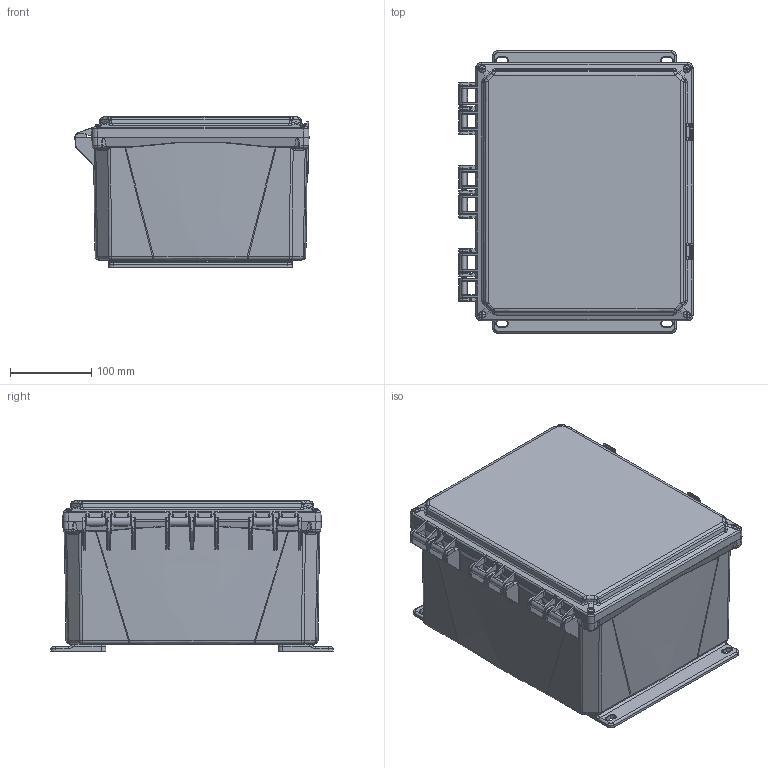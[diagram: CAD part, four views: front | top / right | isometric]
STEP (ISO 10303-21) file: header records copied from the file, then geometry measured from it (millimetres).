
FILE_DESCRIPTION((''),'2;1');
FILE_NAME('H12106HF_ASM','2017-01-05T',('tstokes'),(''),'CREO PARAMETRIC BY PTC INC, 2016050','CREO PARAMETRIC BY PTC INC, 2016050','');
FILE_SCHEMA(('CONFIG_CONTROL_DESIGN'));
Products named in the file (9): H12106BH; 9912525-80-10; 9912521-80-10; H12106BH_ASM; H1210CHO; MFLK10; 9912530-82-10; 9912538-82-10; H12106HF_ASM
Assembly tree (25 placements, depth 3):
  H12106HF_ASM
    H12106BH_ASM
      H12106BH
      9912525-80-10  x8
      9912521-80-10  x4
    H1210CHO
    MFLK10  x2
    9912530-82-10  x4
    9912538-82-10  x4
Bounding box: 288.52 x 347.73 x 185.43 mm (x, y, z)
Volume: 1634177 mm3; surface area: 875559.9 mm2
Topology: 24 solids, 24 shells, 4447 faces, 10367 edges, 6108 vertices
Faces by surface type: cylinder 1790, plane 1047, bspline 978, cone 280, sphere 244, torus 108
Entity records: 128751 total; most frequent: CARTESIAN_POINT 64212, ORIENTED_EDGE 14606, DIRECTION 11635, EDGE_CURVE 7303, AXIS2_PLACEMENT_3D 4361, VERTEX_POINT 4247, EDGE_LOOP 3226, FACE_OUTER_BOUND 3126
